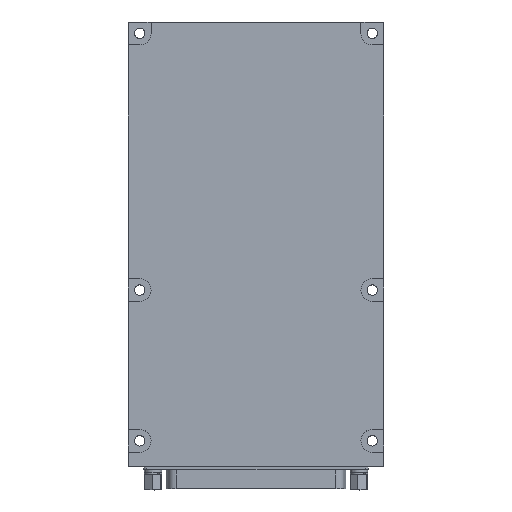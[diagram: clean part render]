
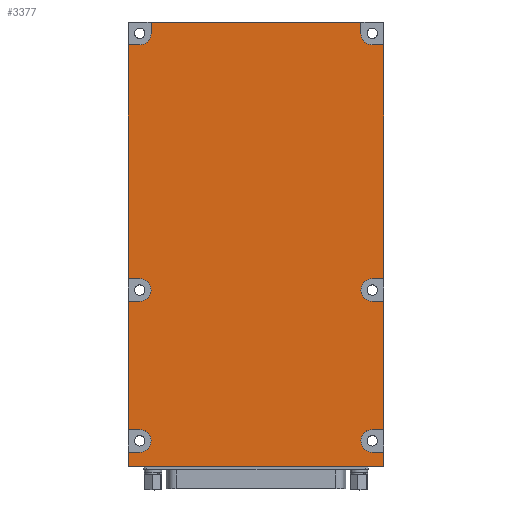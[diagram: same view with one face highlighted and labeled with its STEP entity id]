
A CAD part, top view. The second image highlights one B-rep face of the part: STEP entity #3377.
In plain terms, the highlighted planar face has unit normal (0, 0, 1).
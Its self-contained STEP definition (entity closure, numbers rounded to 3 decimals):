
#204=CIRCLE('',#3746,3.5);
#205=CIRCLE('',#3747,3.5);
#206=CIRCLE('',#3748,3.5);
#207=CIRCLE('',#3749,3.5);
#208=CIRCLE('',#3750,3.5);
#209=CIRCLE('',#3751,3.5);
#406=ORIENTED_EDGE('',*,*,#1314,.F.);
#407=ORIENTED_EDGE('',*,*,#1315,.T.);
#408=ORIENTED_EDGE('',*,*,#1316,.T.);
#409=ORIENTED_EDGE('',*,*,#1317,.T.);
#410=ORIENTED_EDGE('',*,*,#1318,.F.);
#411=ORIENTED_EDGE('',*,*,#1319,.T.);
#412=ORIENTED_EDGE('',*,*,#1320,.T.);
#413=ORIENTED_EDGE('',*,*,#1321,.T.);
#414=ORIENTED_EDGE('',*,*,#1322,.F.);
#415=ORIENTED_EDGE('',*,*,#1323,.F.);
#416=ORIENTED_EDGE('',*,*,#1324,.F.);
#417=ORIENTED_EDGE('',*,*,#1325,.F.);
#418=ORIENTED_EDGE('',*,*,#1326,.F.);
#419=ORIENTED_EDGE('',*,*,#1327,.T.);
#420=ORIENTED_EDGE('',*,*,#1328,.T.);
#421=ORIENTED_EDGE('',*,*,#1329,.T.);
#422=ORIENTED_EDGE('',*,*,#1308,.F.);
#423=ORIENTED_EDGE('',*,*,#1330,.F.);
#424=ORIENTED_EDGE('',*,*,#1331,.F.);
#425=ORIENTED_EDGE('',*,*,#1332,.F.);
#426=ORIENTED_EDGE('',*,*,#1304,.F.);
#427=ORIENTED_EDGE('',*,*,#1333,.F.);
#428=ORIENTED_EDGE('',*,*,#1334,.F.);
#429=ORIENTED_EDGE('',*,*,#1335,.F.);
#430=ORIENTED_EDGE('',*,*,#1300,.F.);
#431=ORIENTED_EDGE('',*,*,#1336,.F.);
#1300=EDGE_CURVE('',#1754,#1755,#2092,.T.);
#1304=EDGE_CURVE('',#1758,#1759,#2096,.T.);
#1308=EDGE_CURVE('',#1762,#1763,#2100,.T.);
#1314=EDGE_CURVE('',#1768,#1769,#2106,.T.);
#1315=EDGE_CURVE('',#1768,#1770,#2107,.T.);
#1316=EDGE_CURVE('',#1770,#1771,#204,.F.);
#1317=EDGE_CURVE('',#1771,#1772,#2108,.T.);
#1318=EDGE_CURVE('',#1773,#1772,#2109,.T.);
#1319=EDGE_CURVE('',#1773,#1774,#2110,.T.);
#1320=EDGE_CURVE('',#1774,#1775,#205,.F.);
#1321=EDGE_CURVE('',#1775,#1776,#2111,.T.);
#1322=EDGE_CURVE('',#1777,#1776,#2112,.T.);
#1323=EDGE_CURVE('',#1778,#1777,#2113,.T.);
#1324=EDGE_CURVE('',#1779,#1778,#206,.T.);
#1325=EDGE_CURVE('',#1780,#1779,#2114,.T.);
#1326=EDGE_CURVE('',#1781,#1780,#2115,.T.);
#1327=EDGE_CURVE('',#1781,#1782,#2116,.T.);
#1328=EDGE_CURVE('',#1782,#1783,#207,.F.);
#1329=EDGE_CURVE('',#1783,#1763,#2117,.T.);
#1330=EDGE_CURVE('',#1784,#1762,#2118,.T.);
#1331=EDGE_CURVE('',#1785,#1784,#208,.T.);
#1332=EDGE_CURVE('',#1759,#1785,#2119,.T.);
#1333=EDGE_CURVE('',#1786,#1758,#2120,.T.);
#1334=EDGE_CURVE('',#1787,#1786,#209,.T.);
#1335=EDGE_CURVE('',#1755,#1787,#2121,.T.);
#1336=EDGE_CURVE('',#1769,#1754,#2122,.T.);
#1754=VERTEX_POINT('',#5260);
#1755=VERTEX_POINT('',#5261);
#1758=VERTEX_POINT('',#5267);
#1759=VERTEX_POINT('',#5269);
#1762=VERTEX_POINT('',#5275);
#1763=VERTEX_POINT('',#5277);
#1768=VERTEX_POINT('',#5289);
#1769=VERTEX_POINT('',#5290);
#1770=VERTEX_POINT('',#5292);
#1771=VERTEX_POINT('',#5294);
#1772=VERTEX_POINT('',#5296);
#1773=VERTEX_POINT('',#5298);
#1774=VERTEX_POINT('',#5300);
#1775=VERTEX_POINT('',#5302);
#1776=VERTEX_POINT('',#5304);
#1777=VERTEX_POINT('',#5306);
#1778=VERTEX_POINT('',#5308);
#1779=VERTEX_POINT('',#5310);
#1780=VERTEX_POINT('',#5312);
#1781=VERTEX_POINT('',#5314);
#1782=VERTEX_POINT('',#5316);
#1783=VERTEX_POINT('',#5318);
#1784=VERTEX_POINT('',#5321);
#1785=VERTEX_POINT('',#5323);
#1786=VERTEX_POINT('',#5326);
#1787=VERTEX_POINT('',#5328);
#2092=LINE('',#5259,#2334);
#2096=LINE('',#5268,#2338);
#2100=LINE('',#5276,#2342);
#2106=LINE('',#5288,#2348);
#2107=LINE('',#5291,#2349);
#2108=LINE('',#5295,#2350);
#2109=LINE('',#5297,#2351);
#2110=LINE('',#5299,#2352);
#2111=LINE('',#5303,#2353);
#2112=LINE('',#5305,#2354);
#2113=LINE('',#5307,#2355);
#2114=LINE('',#5311,#2356);
#2115=LINE('',#5313,#2357);
#2116=LINE('',#5315,#2358);
#2117=LINE('',#5319,#2359);
#2118=LINE('',#5320,#2360);
#2119=LINE('',#5324,#2361);
#2120=LINE('',#5325,#2362);
#2121=LINE('',#5329,#2363);
#2122=LINE('',#5330,#2364);
#2334=VECTOR('',#4171,1000.);
#2338=VECTOR('',#4175,1000.);
#2342=VECTOR('',#4179,1000.);
#2348=VECTOR('',#4187,1000.);
#2349=VECTOR('',#4188,1000.);
#2350=VECTOR('',#4191,1000.);
#2351=VECTOR('',#4192,1000.);
#2352=VECTOR('',#4193,1000.);
#2353=VECTOR('',#4196,1000.);
#2354=VECTOR('',#4197,1000.);
#2355=VECTOR('',#4198,1000.);
#2356=VECTOR('',#4201,1000.);
#2357=VECTOR('',#4202,1000.);
#2358=VECTOR('',#4203,1000.);
#2359=VECTOR('',#4206,1000.);
#2360=VECTOR('',#4207,1000.);
#2361=VECTOR('',#4210,1000.);
#2362=VECTOR('',#4211,1000.);
#2363=VECTOR('',#4214,1000.);
#2364=VECTOR('',#4215,1000.);
#2577=EDGE_LOOP('',(#406,#407,#408,#409,#410,#411,#412,#413,#414,#415,#416,
#417,#418,#419,#420,#421,#422,#423,#424,#425,#426,#427,#428,#429,#430,#431));
#2919=FACE_BOUND('',#2577,.T.);
#3267=PLANE('',#3745);
#3377=ADVANCED_FACE('',(#2919),#3267,.F.);
#3745=AXIS2_PLACEMENT_3D('',#5287,#4185,#4186);
#3746=AXIS2_PLACEMENT_3D('',#5293,#4189,#4190);
#3747=AXIS2_PLACEMENT_3D('',#5301,#4194,#4195);
#3748=AXIS2_PLACEMENT_3D('',#5309,#4199,#4200);
#3749=AXIS2_PLACEMENT_3D('',#5317,#4204,#4205);
#3750=AXIS2_PLACEMENT_3D('',#5322,#4208,#4209);
#3751=AXIS2_PLACEMENT_3D('',#5327,#4212,#4213);
#4171=DIRECTION('',(0.,1.,0.));
#4175=DIRECTION('',(0.,1.,0.));
#4179=DIRECTION('',(0.,1.,0.));
#4185=DIRECTION('',(0.,0.,-1.));
#4186=DIRECTION('',(-1.,0.,0.));
#4187=DIRECTION('',(0.,-1.,0.));
#4188=DIRECTION('',(-1.,0.,0.));
#4189=DIRECTION('',(0.,0.,1.));
#4190=DIRECTION('',(1.,0.,0.));
#4191=DIRECTION('',(1.,0.,0.));
#4192=DIRECTION('',(0.,-1.,0.));
#4193=DIRECTION('',(-1.,0.,0.));
#4194=DIRECTION('',(0.,0.,1.));
#4195=DIRECTION('',(1.,0.,0.));
#4196=DIRECTION('',(1.,0.,0.));
#4197=DIRECTION('',(0.,-1.,0.));
#4198=DIRECTION('',(1.,0.,0.));
#4199=DIRECTION('',(0.,0.,1.));
#4200=DIRECTION('',(1.,0.,0.));
#4201=DIRECTION('',(0.,-1.,0.));
#4202=DIRECTION('',(1.,0.,0.));
#4203=DIRECTION('',(0.,-1.,0.));
#4204=DIRECTION('',(0.,0.,1.));
#4205=DIRECTION('',(1.,0.,0.));
#4206=DIRECTION('',(-1.,0.,0.));
#4207=DIRECTION('',(-1.,0.,0.));
#4208=DIRECTION('',(0.,0.,1.));
#4209=DIRECTION('',(1.,0.,0.));
#4210=DIRECTION('',(1.,0.,0.));
#4211=DIRECTION('',(-1.,0.,0.));
#4212=DIRECTION('',(0.,0.,1.));
#4213=DIRECTION('',(1.,0.,0.));
#4214=DIRECTION('',(1.,0.,0.));
#4215=DIRECTION('',(-1.,0.,0.));
#5259=CARTESIAN_POINT('',(-39.35,-68.58,8.5));
#5260=CARTESIAN_POINT('',(-39.35,-68.58,8.5));
#5261=CARTESIAN_POINT('',(-39.35,-64.08,8.5));
#5267=CARTESIAN_POINT('',(-39.35,-57.08,8.5));
#5268=CARTESIAN_POINT('',(-39.35,-68.58,8.5));
#5269=CARTESIAN_POINT('',(-39.35,-17.58,8.5));
#5275=CARTESIAN_POINT('',(-39.35,-10.58,8.5));
#5276=CARTESIAN_POINT('',(-39.35,-68.58,8.5));
#5277=CARTESIAN_POINT('',(-39.35,61.58,8.5));
#5287=CARTESIAN_POINT('',(0.,0.,8.5));
#5288=CARTESIAN_POINT('',(39.35,68.58,8.5));
#5289=CARTESIAN_POINT('',(39.35,-64.08,8.5));
#5290=CARTESIAN_POINT('',(39.35,-68.58,8.5));
#5291=CARTESIAN_POINT('',(35.85,-64.08,8.5));
#5292=CARTESIAN_POINT('',(35.85,-64.08,8.5));
#5293=CARTESIAN_POINT('',(35.85,-60.58,8.5));
#5294=CARTESIAN_POINT('',(35.85,-57.08,8.5));
#5295=CARTESIAN_POINT('',(35.85,-57.08,8.5));
#5296=CARTESIAN_POINT('',(39.35,-57.08,8.5));
#5297=CARTESIAN_POINT('',(39.35,68.58,8.5));
#5298=CARTESIAN_POINT('',(39.35,-17.58,8.5));
#5299=CARTESIAN_POINT('',(35.85,-17.58,8.5));
#5300=CARTESIAN_POINT('',(35.85,-17.58,8.5));
#5301=CARTESIAN_POINT('',(35.85,-14.08,8.5));
#5302=CARTESIAN_POINT('',(35.85,-10.58,8.5));
#5303=CARTESIAN_POINT('',(35.85,-10.58,8.5));
#5304=CARTESIAN_POINT('',(39.35,-10.58,8.5));
#5305=CARTESIAN_POINT('',(39.35,68.58,8.5));
#5306=CARTESIAN_POINT('',(39.35,61.58,8.5));
#5307=CARTESIAN_POINT('',(39.35,61.58,8.5));
#5308=CARTESIAN_POINT('',(35.85,61.58,8.5));
#5309=CARTESIAN_POINT('',(35.85,65.08,8.5));
#5310=CARTESIAN_POINT('',(32.35,65.08,8.5));
#5311=CARTESIAN_POINT('',(32.35,65.08,8.5));
#5312=CARTESIAN_POINT('',(32.35,68.58,8.5));
#5313=CARTESIAN_POINT('',(-39.35,68.58,8.5));
#5314=CARTESIAN_POINT('',(-32.35,68.58,8.5));
#5315=CARTESIAN_POINT('',(-32.35,65.08,8.5));
#5316=CARTESIAN_POINT('',(-32.35,65.08,8.5));
#5317=CARTESIAN_POINT('',(-35.85,65.08,8.5));
#5318=CARTESIAN_POINT('',(-35.85,61.58,8.5));
#5319=CARTESIAN_POINT('',(-39.35,61.58,8.5));
#5320=CARTESIAN_POINT('',(-35.85,-10.58,8.5));
#5321=CARTESIAN_POINT('',(-35.85,-10.58,8.5));
#5322=CARTESIAN_POINT('',(-35.85,-14.08,8.5));
#5323=CARTESIAN_POINT('',(-35.85,-17.58,8.5));
#5324=CARTESIAN_POINT('',(-35.85,-17.58,8.5));
#5325=CARTESIAN_POINT('',(-35.85,-57.08,8.5));
#5326=CARTESIAN_POINT('',(-35.85,-57.08,8.5));
#5327=CARTESIAN_POINT('',(-35.85,-60.58,8.5));
#5328=CARTESIAN_POINT('',(-35.85,-64.08,8.5));
#5329=CARTESIAN_POINT('',(-35.85,-64.08,8.5));
#5330=CARTESIAN_POINT('',(39.35,-68.58,8.5));
